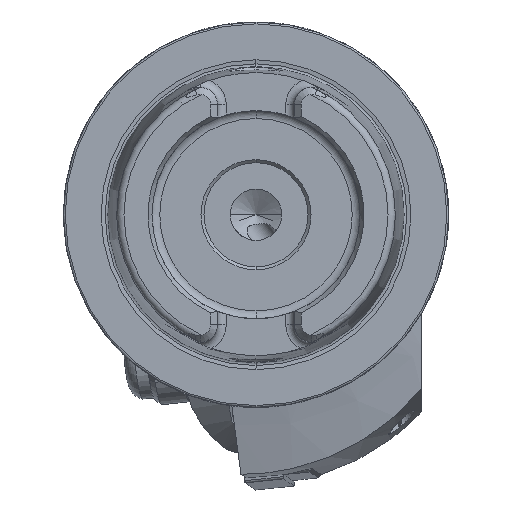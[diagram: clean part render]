
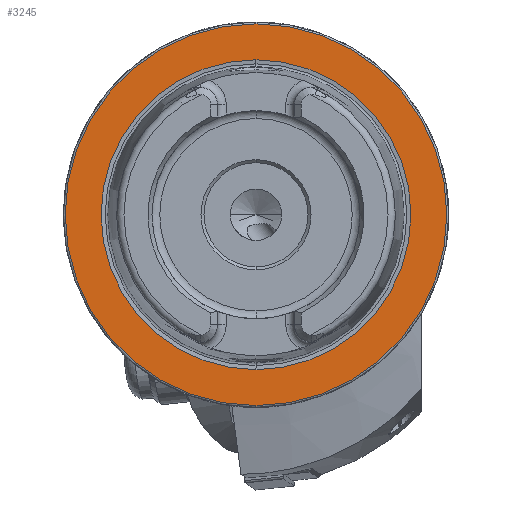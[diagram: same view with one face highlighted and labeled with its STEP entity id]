
A CAD part, left-side view. The second image highlights one B-rep face of the part: STEP entity #3245.
In plain terms, the highlighted planar face has unit normal (-1, 0, 0).
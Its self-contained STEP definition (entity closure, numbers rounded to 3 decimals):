
#159 = CIRCLE ( 'NONE', #11371, 31.2 ) ;
#227 = DIRECTION ( 'NONE',  ( 0., 0., 1. ) ) ;
#486 = EDGE_CURVE ( 'NONE', #5959, #18152, #159, .T. ) ;
#1170 = CARTESIAN_POINT ( 'NONE',  ( 0., 0., 31.2 ) ) ;
#1558 = AXIS2_PLACEMENT_3D ( 'NONE', #14085, #16892, #227 ) ;
#1572 = CARTESIAN_POINT ( 'NONE',  ( 0., 0., 0. ) ) ;
#2066 = CIRCLE ( 'NONE', #1558, 25.324 ) ;
#2206 = CARTESIAN_POINT ( 'NONE',  ( 0., 0., -25.324 ) ) ;
#2800 = CIRCLE ( 'NONE', #11076, 25.324 ) ;
#2955 = EDGE_LOOP ( 'NONE', ( #16017, #10229 ) ) ;
#2995 = DIRECTION ( 'NONE',  ( 0., 0., 1. ) ) ;
#3149 = FACE_BOUND ( 'NONE', #15046, .T. ) ;
#3245 = ADVANCED_FACE ( 'NONE', ( #3149, #6627 ), #6129, .F. ) ;
#3516 = DIRECTION ( 'NONE',  ( 1., 0., 0. ) ) ;
#4700 = CARTESIAN_POINT ( 'NONE',  ( 0., 0., 25.324 ) ) ;
#5450 = AXIS2_PLACEMENT_3D ( 'NONE', #13416, #3516, #7698 ) ;
#5893 = CIRCLE ( 'NONE', #10364, 31.2 ) ;
#5959 = VERTEX_POINT ( 'NONE', #1170 ) ;
#6129 = PLANE ( 'NONE',  #5450 ) ;
#6627 = FACE_OUTER_BOUND ( 'NONE', #2955, .T. ) ;
#6899 = CARTESIAN_POINT ( 'NONE',  ( 0., 0., 0. ) ) ;
#7309 = VERTEX_POINT ( 'NONE', #4700 ) ;
#7698 = DIRECTION ( 'NONE',  ( 0., 0., -1. ) ) ;
#7971 = EDGE_CURVE ( 'NONE', #18152, #5959, #5893, .T. ) ;
#8168 = CARTESIAN_POINT ( 'NONE',  ( 0., 0., 0. ) ) ;
#8224 = DIRECTION ( 'NONE',  ( 0., 0., 1. ) ) ;
#8444 = EDGE_CURVE ( 'NONE', #7309, #9014, #2800, .T. ) ;
#9014 = VERTEX_POINT ( 'NONE', #2206 ) ;
#9667 = CARTESIAN_POINT ( 'NONE',  ( 0., 0., -31.2 ) ) ;
#9792 = DIRECTION ( 'NONE',  ( -1., 0., 0. ) ) ;
#9828 = DIRECTION ( 'NONE',  ( 0., 0., 1. ) ) ;
#10229 = ORIENTED_EDGE ( 'NONE', *, *, #7971, .T. ) ;
#10364 = AXIS2_PLACEMENT_3D ( 'NONE', #8168, #9792, #8224 ) ;
#10868 = EDGE_CURVE ( 'NONE', #9014, #7309, #2066, .T. ) ;
#11076 = AXIS2_PLACEMENT_3D ( 'NONE', #6899, #15375, #9828 ) ;
#11371 = AXIS2_PLACEMENT_3D ( 'NONE', #1572, #11419, #2995 ) ;
#11419 = DIRECTION ( 'NONE',  ( -1., 0., 0. ) ) ;
#13416 = CARTESIAN_POINT ( 'NONE',  ( 0., 31.2, 0. ) ) ;
#14085 = CARTESIAN_POINT ( 'NONE',  ( 0., 0., 0. ) ) ;
#15046 = EDGE_LOOP ( 'NONE', ( #15060, #17997 ) ) ;
#15060 = ORIENTED_EDGE ( 'NONE', *, *, #8444, .F. ) ;
#15375 = DIRECTION ( 'NONE',  ( -1., 0., 0. ) ) ;
#16017 = ORIENTED_EDGE ( 'NONE', *, *, #486, .T. ) ;
#16892 = DIRECTION ( 'NONE',  ( -1., 0., 0. ) ) ;
#17997 = ORIENTED_EDGE ( 'NONE', *, *, #10868, .F. ) ;
#18152 = VERTEX_POINT ( 'NONE', #9667 ) ;
